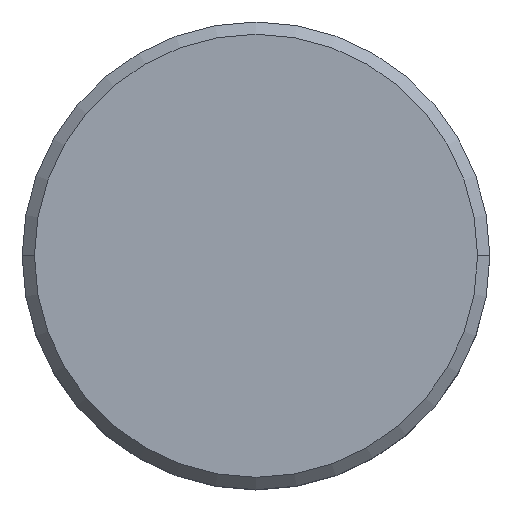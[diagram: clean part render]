
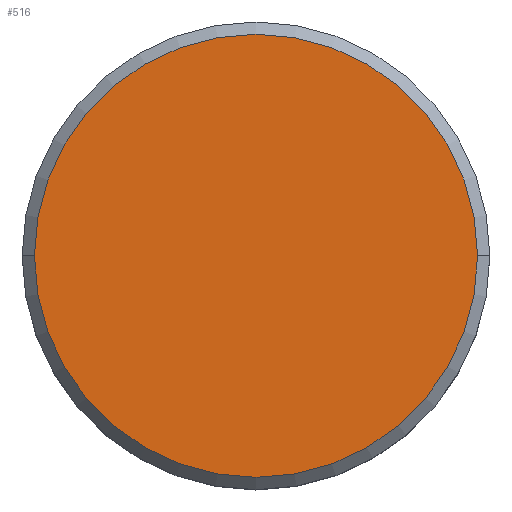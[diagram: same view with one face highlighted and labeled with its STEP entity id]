
A CAD part, top view. The second image highlights one B-rep face of the part: STEP entity #516.
In plain terms, the highlighted planar face has unit normal (0, 0, 1).
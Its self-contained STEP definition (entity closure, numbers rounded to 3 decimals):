
#20 = CIRCLE ( 'NONE', #483, 9. ) ;
#75 = VERTEX_POINT ( 'NONE', #468 ) ;
#119 = DIRECTION ( 'NONE',  ( 0., 0., 1. ) ) ;
#122 = PLANE ( 'NONE',  #596 ) ;
#170 = DIRECTION ( 'NONE',  ( 0., 0., 1. ) ) ;
#178 = EDGE_CURVE ( 'NONE', #589, #75, #293, .T. ) ;
#207 = EDGE_LOOP ( 'NONE', ( #297, #288 ) ) ;
#271 = FACE_OUTER_BOUND ( 'NONE', #207, .T. ) ;
#288 = ORIENTED_EDGE ( 'NONE', *, *, #178, .T. ) ;
#293 = CIRCLE ( 'NONE', #321, 9. ) ;
#297 = ORIENTED_EDGE ( 'NONE', *, *, #299, .T. ) ;
#299 = EDGE_CURVE ( 'NONE', #75, #589, #20, .T. ) ;
#317 = DIRECTION ( 'NONE',  ( 1., 0., 0. ) ) ;
#321 = AXIS2_PLACEMENT_3D ( 'NONE', #451, #360, #546 ) ;
#324 = CARTESIAN_POINT ( 'NONE',  ( 0., 0., 0. ) ) ;
#360 = DIRECTION ( 'NONE',  ( 0., 0., 1. ) ) ;
#415 = CARTESIAN_POINT ( 'NONE',  ( 9., 0., 0. ) ) ;
#451 = CARTESIAN_POINT ( 'NONE',  ( 0., 0., 0. ) ) ;
#468 = CARTESIAN_POINT ( 'NONE',  ( -9., 0., 0. ) ) ;
#483 = AXIS2_PLACEMENT_3D ( 'NONE', #324, #170, #515 ) ;
#515 = DIRECTION ( 'NONE',  ( 1., 0., 0. ) ) ;
#516 = ADVANCED_FACE ( 'NONE', ( #271 ), #122, .T. ) ;
#543 = CARTESIAN_POINT ( 'NONE',  ( 0., 0., 0. ) ) ;
#546 = DIRECTION ( 'NONE',  ( 1., 0., 0. ) ) ;
#589 = VERTEX_POINT ( 'NONE', #415 ) ;
#596 = AXIS2_PLACEMENT_3D ( 'NONE', #543, #119, #317 ) ;
